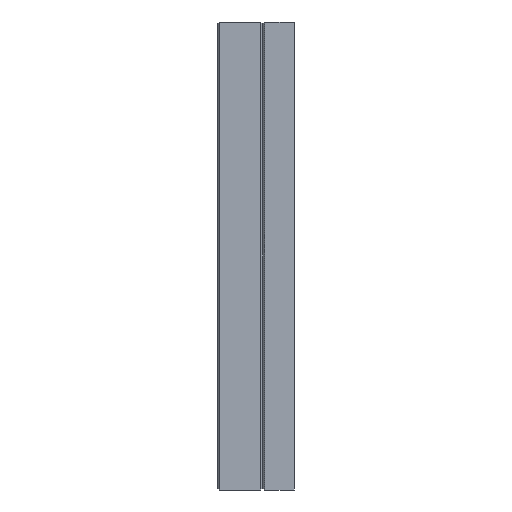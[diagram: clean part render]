
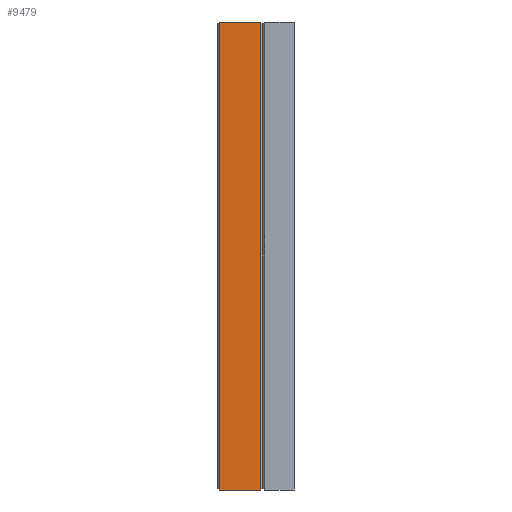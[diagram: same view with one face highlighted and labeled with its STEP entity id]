
A CAD part, left-side view. The second image highlights one B-rep face of the part: STEP entity #9479.
In plain terms, the highlighted planar face has unit normal (-1, 0, 0).
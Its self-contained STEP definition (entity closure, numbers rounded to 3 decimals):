
#426 = DIRECTION ( 'NONE',  ( 0., 0., -1. ) ) ;
#502 = DIRECTION ( 'NONE',  ( 0., -1., 0. ) ) ;
#657 = ORIENTED_EDGE ( 'NONE', *, *, #12010, .T. ) ;
#1636 = VECTOR ( 'NONE', #2723, 1000. ) ;
#2308 = DIRECTION ( 'NONE',  ( 0., 0., -1. ) ) ;
#2543 = ORIENTED_EDGE ( 'NONE', *, *, #4640, .T. ) ;
#2723 = DIRECTION ( 'NONE',  ( 0., -1., 0. ) ) ;
#3447 = ORIENTED_EDGE ( 'NONE', *, *, #6542, .T. ) ;
#3725 = VERTEX_POINT ( 'NONE', #13242 ) ;
#3887 = LINE ( 'NONE', #6059, #1636 ) ;
#4059 = DIRECTION ( 'NONE',  ( 0., 0., 1. ) ) ;
#4287 = CARTESIAN_POINT ( 'NONE',  ( -91.225, 65.689, 65.784 ) ) ;
#4640 = EDGE_CURVE ( 'NONE', #7254, #11406, #13530, .T. ) ;
#4644 = VECTOR ( 'NONE', #502, 1000. ) ;
#4829 = CARTESIAN_POINT ( 'NONE',  ( -91.225, 76.939, 187.784 ) ) ;
#6059 = CARTESIAN_POINT ( 'NONE',  ( -91.225, 76.939, 65.784 ) ) ;
#6542 = EDGE_CURVE ( 'NONE', #3725, #7254, #3887, .T. ) ;
#7037 = VERTEX_POINT ( 'NONE', #12234 ) ;
#7041 = LINE ( 'NONE', #13431, #13046 ) ;
#7254 = VERTEX_POINT ( 'NONE', #4287 ) ;
#7997 = AXIS2_PLACEMENT_3D ( 'NONE', #13142, #13000, #2308 ) ;
#8100 = EDGE_LOOP ( 'NONE', ( #12985, #657, #3447, #2543 ) ) ;
#8142 = CARTESIAN_POINT ( 'NONE',  ( -91.225, 65.689, 187.784 ) ) ;
#9403 = FACE_OUTER_BOUND ( 'NONE', #8100, .T. ) ;
#9479 = ADVANCED_FACE ( 'NONE', ( #9403 ), #12787, .F. ) ;
#9906 = EDGE_CURVE ( 'NONE', #7037, #11406, #9987, .T. ) ;
#9987 = LINE ( 'NONE', #4829, #4644 ) ;
#10243 = VECTOR ( 'NONE', #4059, 1000. ) ;
#11406 = VERTEX_POINT ( 'NONE', #8142 ) ;
#12010 = EDGE_CURVE ( 'NONE', #7037, #3725, #7041, .T. ) ;
#12234 = CARTESIAN_POINT ( 'NONE',  ( -91.225, 76.439, 187.784 ) ) ;
#12617 = CARTESIAN_POINT ( 'NONE',  ( -91.225, 65.689, 65.784 ) ) ;
#12787 = PLANE ( 'NONE',  #7997 ) ;
#12985 = ORIENTED_EDGE ( 'NONE', *, *, #9906, .F. ) ;
#13000 = DIRECTION ( 'NONE',  ( 1., 0., 0. ) ) ;
#13046 = VECTOR ( 'NONE', #426, 1000. ) ;
#13142 = CARTESIAN_POINT ( 'NONE',  ( -91.225, 76.939, 65.784 ) ) ;
#13242 = CARTESIAN_POINT ( 'NONE',  ( -91.225, 76.439, 65.784 ) ) ;
#13431 = CARTESIAN_POINT ( 'NONE',  ( -91.225, 76.439, 65.784 ) ) ;
#13530 = LINE ( 'NONE', #12617, #10243 ) ;
